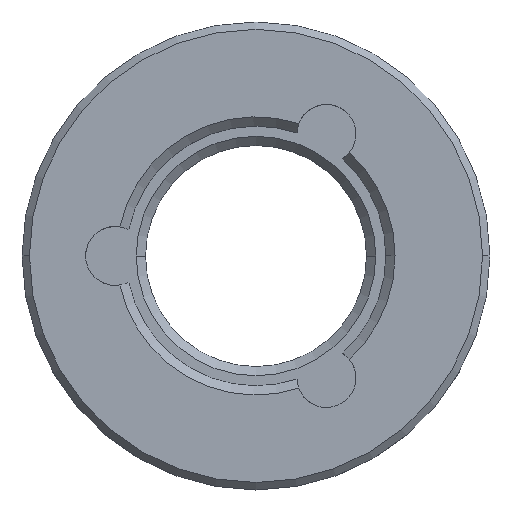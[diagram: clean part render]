
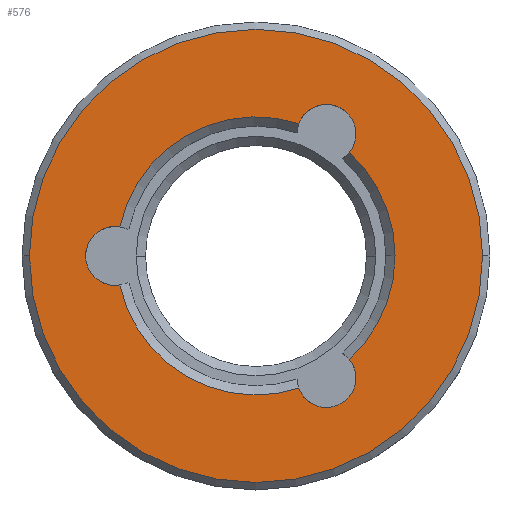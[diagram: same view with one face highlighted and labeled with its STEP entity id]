
A CAD part, top view. The second image highlights one B-rep face of the part: STEP entity #576.
In plain terms, the highlighted planar face has unit normal (0, 0, 1).
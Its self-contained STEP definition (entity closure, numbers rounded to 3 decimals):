
#3 = CARTESIAN_POINT ( 'NONE',  ( 2.529, 2.803, 2.2 ) ) ;
#14 = DIRECTION ( 'NONE',  ( 1., 0., 0. ) ) ;
#24 = EDGE_CURVE ( 'NONE', #270, #697, #758, .T. ) ;
#28 = EDGE_LOOP ( 'NONE', ( #469, #599 ) ) ;
#38 = ORIENTED_EDGE ( 'NONE', *, *, #683, .F. ) ;
#45 = DIRECTION ( 'NONE',  ( -0.5, 0.866, 0. ) ) ;
#48 = CIRCLE ( 'NONE', #137, 3.775 ) ;
#59 = VERTEX_POINT ( 'NONE', #213 ) ;
#61 = DIRECTION ( 'NONE',  ( 1., 0., 0. ) ) ;
#75 = DIRECTION ( 'NONE',  ( 0., 0., -1. ) ) ;
#84 = CARTESIAN_POINT ( 'NONE',  ( 0., 0., 2.2 ) ) ;
#85 = DIRECTION ( 'NONE',  ( 0., 0., 1. ) ) ;
#88 = DIRECTION ( 'NONE',  ( -0.5, 0.866, 0. ) ) ;
#91 = DIRECTION ( 'NONE',  ( 0., 0., 1. ) ) ;
#120 = CIRCLE ( 'NONE', #362, 0.8 ) ;
#137 = AXIS2_PLACEMENT_3D ( 'NONE', #84, #354, #14 ) ;
#156 = CARTESIAN_POINT ( 'NONE',  ( 0., 0., 2.2 ) ) ;
#161 = DIRECTION ( 'NONE',  ( 0., 0., 1. ) ) ;
#168 = ORIENTED_EDGE ( 'NONE', *, *, #259, .T. ) ;
#192 = AXIS2_PLACEMENT_3D ( 'NONE', #419, #91, #489 ) ;
#198 = EDGE_CURVE ( 'NONE', #824, #270, #464, .T. ) ;
#210 = CARTESIAN_POINT ( 'NONE',  ( 3.775, 0., 2.2 ) ) ;
#213 = CARTESIAN_POINT ( 'NONE',  ( 6.15, 0., 2.2 ) ) ;
#217 = CIRCLE ( 'NONE', #739, 6.15 ) ;
#218 = CIRCLE ( 'NONE', #448, 0.8 ) ;
#223 = PLANE ( 'NONE',  #192 ) ;
#225 = ORIENTED_EDGE ( 'NONE', *, *, #640, .T. ) ;
#231 = DIRECTION ( 'NONE',  ( 0., 0., -1. ) ) ;
#258 = DIRECTION ( 'NONE',  ( 0., 0., 1. ) ) ;
#259 = EDGE_CURVE ( 'NONE', #593, #417, #834, .T. ) ;
#265 = ORIENTED_EDGE ( 'NONE', *, *, #827, .T. ) ;
#269 = CARTESIAN_POINT ( 'NONE',  ( 1.163, 3.591, 2.2 ) ) ;
#270 = VERTEX_POINT ( 'NONE', #872 ) ;
#299 = EDGE_CURVE ( 'NONE', #59, #308, #217, .T. ) ;
#300 = DIRECTION ( 'NONE',  ( 1., 0., 0. ) ) ;
#308 = VERTEX_POINT ( 'NONE', #889 ) ;
#309 = DIRECTION ( 'NONE',  ( 0., 0., 1. ) ) ;
#310 = ORIENTED_EDGE ( 'NONE', *, *, #24, .F. ) ;
#312 = CARTESIAN_POINT ( 'NONE',  ( 1.913, -3.313, 2.2 ) ) ;
#317 = DIRECTION ( 'NONE',  ( 0., 0., 1. ) ) ;
#326 = ORIENTED_EDGE ( 'NONE', *, *, #588, .T. ) ;
#336 = CIRCLE ( 'NONE', #572, 6.15 ) ;
#343 = ORIENTED_EDGE ( 'NONE', *, *, #430, .F. ) ;
#345 = DIRECTION ( 'NONE',  ( 1., 0., 0. ) ) ;
#346 = AXIS2_PLACEMENT_3D ( 'NONE', #648, #85, #88 ) ;
#354 = DIRECTION ( 'NONE',  ( 0., 0., -1. ) ) ;
#362 = AXIS2_PLACEMENT_3D ( 'NONE', #670, #317, #888 ) ;
#375 = AXIS2_PLACEMENT_3D ( 'NONE', #156, #75, #345 ) ;
#417 = VERTEX_POINT ( 'NONE', #269 ) ;
#419 = CARTESIAN_POINT ( 'NONE',  ( 0., 0., 2.2 ) ) ;
#430 = EDGE_CURVE ( 'NONE', #879, #417, #218, .T. ) ;
#440 = CARTESIAN_POINT ( 'NONE',  ( 0., 0., 2.2 ) ) ;
#448 = AXIS2_PLACEMENT_3D ( 'NONE', #687, #258, #694 ) ;
#460 = DIRECTION ( 'NONE',  ( -0.5, -0.866, 0. ) ) ;
#464 = CIRCLE ( 'NONE', #480, 0.8 ) ;
#469 = ORIENTED_EDGE ( 'NONE', *, *, #487, .T. ) ;
#480 = AXIS2_PLACEMENT_3D ( 'NONE', #312, #161, #45 ) ;
#487 = EDGE_CURVE ( 'NONE', #308, #59, #336, .T. ) ;
#489 = DIRECTION ( 'NONE',  ( 1., 0., 0. ) ) ;
#493 = CARTESIAN_POINT ( 'NONE',  ( 0., 0., 2.2 ) ) ;
#521 = VERTEX_POINT ( 'NONE', #554 ) ;
#526 = CIRCLE ( 'NONE', #375, 3.775 ) ;
#533 = VERTEX_POINT ( 'NONE', #210 ) ;
#542 = AXIS2_PLACEMENT_3D ( 'NONE', #783, #686, #61 ) ;
#554 = CARTESIAN_POINT ( 'NONE',  ( -3.692, -0.789, 2.2 ) ) ;
#567 = CARTESIAN_POINT ( 'NONE',  ( -3.692, 0.789, 2.2 ) ) ;
#572 = AXIS2_PLACEMENT_3D ( 'NONE', #493, #855, #574 ) ;
#573 = CIRCLE ( 'NONE', #542, 3.775 ) ;
#574 = DIRECTION ( 'NONE',  ( 1., 0., 0. ) ) ;
#576 = ADVANCED_FACE ( 'NONE', ( #791, #862 ), #223, .T. ) ;
#588 = EDGE_CURVE ( 'NONE', #533, #697, #526, .T. ) ;
#591 = DIRECTION ( 'NONE',  ( 1., 0., 0. ) ) ;
#593 = VERTEX_POINT ( 'NONE', #567 ) ;
#599 = ORIENTED_EDGE ( 'NONE', *, *, #299, .T. ) ;
#607 = CARTESIAN_POINT ( 'NONE',  ( 2.529, -2.803, 2.2 ) ) ;
#611 = DIRECTION ( 'NONE',  ( 0., 0., 1. ) ) ;
#617 = AXIS2_PLACEMENT_3D ( 'NONE', #440, #231, #300 ) ;
#627 = CARTESIAN_POINT ( 'NONE',  ( 2.712, 3.313, 2.2 ) ) ;
#640 = EDGE_CURVE ( 'NONE', #851, #533, #48, .T. ) ;
#648 = CARTESIAN_POINT ( 'NONE',  ( 1.913, -3.313, 2.2 ) ) ;
#662 = AXIS2_PLACEMENT_3D ( 'NONE', #682, #611, #460 ) ;
#663 = CARTESIAN_POINT ( 'NONE',  ( 0., 0., 2.2 ) ) ;
#669 = ORIENTED_EDGE ( 'NONE', *, *, #786, .F. ) ;
#670 = CARTESIAN_POINT ( 'NONE',  ( -3.825, 0., 2.2 ) ) ;
#682 = CARTESIAN_POINT ( 'NONE',  ( 1.912, 3.313, 2.2 ) ) ;
#683 = EDGE_CURVE ( 'NONE', #851, #879, #805, .T. ) ;
#686 = DIRECTION ( 'NONE',  ( 0., 0., -1. ) ) ;
#687 = CARTESIAN_POINT ( 'NONE',  ( 1.912, 3.313, 2.2 ) ) ;
#694 = DIRECTION ( 'NONE',  ( -0.5, -0.866, 0. ) ) ;
#697 = VERTEX_POINT ( 'NONE', #607 ) ;
#739 = AXIS2_PLACEMENT_3D ( 'NONE', #663, #309, #591 ) ;
#758 = CIRCLE ( 'NONE', #346, 0.8 ) ;
#770 = CARTESIAN_POINT ( 'NONE',  ( 1.163, -3.591, 2.2 ) ) ;
#783 = CARTESIAN_POINT ( 'NONE',  ( 0., 0., 2.2 ) ) ;
#786 = EDGE_CURVE ( 'NONE', #593, #521, #120, .T. ) ;
#791 = FACE_BOUND ( 'NONE', #878, .T. ) ;
#805 = CIRCLE ( 'NONE', #662, 0.8 ) ;
#812 = ORIENTED_EDGE ( 'NONE', *, *, #198, .F. ) ;
#824 = VERTEX_POINT ( 'NONE', #770 ) ;
#827 = EDGE_CURVE ( 'NONE', #824, #521, #573, .T. ) ;
#834 = CIRCLE ( 'NONE', #617, 3.775 ) ;
#851 = VERTEX_POINT ( 'NONE', #3 ) ;
#855 = DIRECTION ( 'NONE',  ( 0., 0., 1. ) ) ;
#862 = FACE_OUTER_BOUND ( 'NONE', #28, .T. ) ;
#872 = CARTESIAN_POINT ( 'NONE',  ( 2.713, -3.313, 2.2 ) ) ;
#878 = EDGE_LOOP ( 'NONE', ( #38, #225, #326, #310, #812, #265, #669, #168, #343 ) ) ;
#879 = VERTEX_POINT ( 'NONE', #627 ) ;
#888 = DIRECTION ( 'NONE',  ( 1., 0., 0. ) ) ;
#889 = CARTESIAN_POINT ( 'NONE',  ( -6.15, 0., 2.2 ) ) ;
